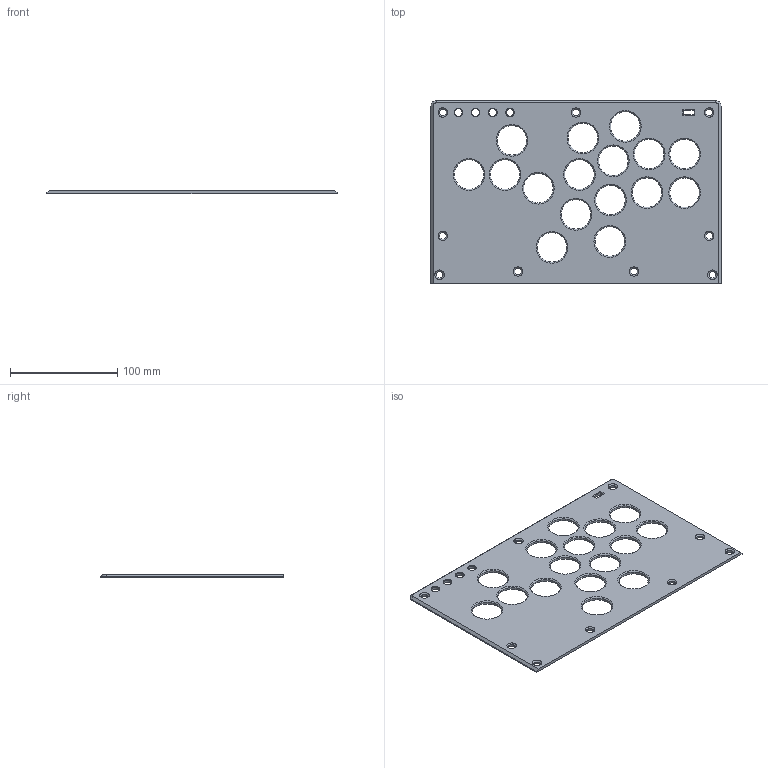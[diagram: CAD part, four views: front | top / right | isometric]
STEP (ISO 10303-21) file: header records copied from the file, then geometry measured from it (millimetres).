
FILE_DESCRIPTION(/* description */ (''),/* implementation_level */ '2;1');
FILE_NAME(/* name */ '03_Acrylic_top_3mm.step',/* time_stamp */ '2024-03-11T10:33:19+08:00',/* author */ (''),/* organization */ (''),/* preprocessor_version */ 'ST-DEVELOPER v20',/* originating_system */ 'Autodesk Translation Framework v12.14.0.127',/* authorisation */ '');
FILE_SCHEMA (('AUTOMOTIVE_DESIGN { 1 0 10303 214 3 1 1 }'));
Length unit declared in the file: millimetre
Products named in the file (1): (Unsaved)
Bounding box: 270 x 170 x 3 mm (x, y, z)
Volume: 105596.6 mm3; surface area: 77809.5 mm2
Topology: 1 solids, 1 shells, 79 faces, 194 edges, 117 vertices
Faces by surface type: cone 31, cylinder 31, plane 17
Full cylindrical faces by diameter (mm): 6.4 x9, 7.1 x4, 27.5 x16
Entity records: 2478 total; most frequent: DIRECTION 447, CARTESIAN_POINT 391, ORIENTED_EDGE 388, EDGE_CURVE 194, AXIS2_PLACEMENT_3D 173, EDGE_LOOP 139, VERTEX_POINT 117, LINE 101
